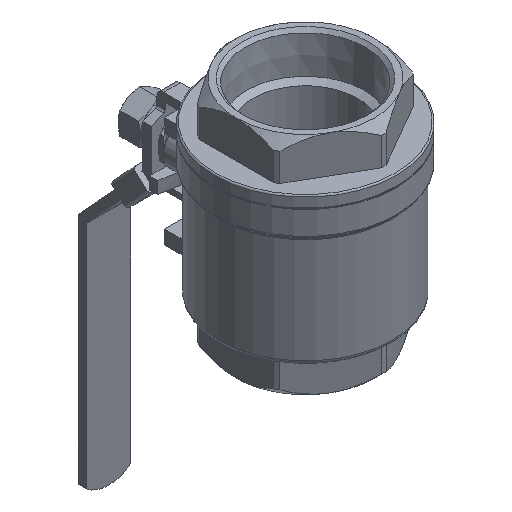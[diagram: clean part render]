
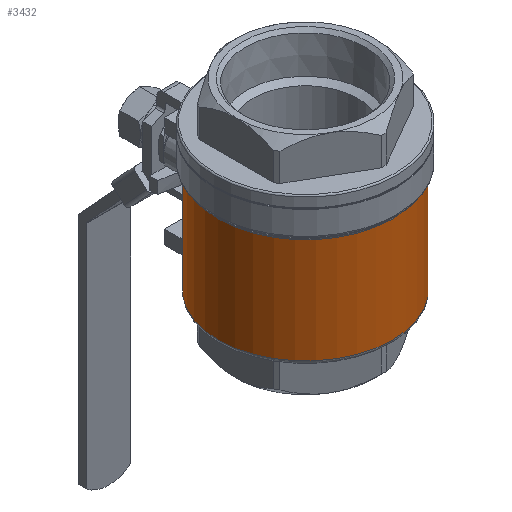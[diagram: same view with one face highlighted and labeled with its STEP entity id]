
A CAD part, isometric view. The second image highlights one B-rep face of the part: STEP entity #3432.
In plain terms, the highlighted cylindrical face has radius 63 mm (diameter 126 mm), a full revolution.
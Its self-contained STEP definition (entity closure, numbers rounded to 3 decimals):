
#144=CIRCLE('',#3723,63.);
#145=CIRCLE('',#3724,63.);
#146=CIRCLE('',#3725,63.);
#147=CIRCLE('',#3726,63.);
#461=LINE('',#5552,#726);
#462=LINE('',#5556,#727);
#726=VECTOR('',#4320,1000.);
#727=VECTOR('',#4323,1000.);
#1163=ORIENTED_EDGE('',*,*,#2090,.F.);
#1164=ORIENTED_EDGE('',*,*,#2091,.T.);
#1165=ORIENTED_EDGE('',*,*,#2092,.T.);
#1166=ORIENTED_EDGE('',*,*,#2093,.T.);
#1167=ORIENTED_EDGE('',*,*,#2094,.T.);
#1168=ORIENTED_EDGE('',*,*,#1892,.F.);
#1169=ORIENTED_EDGE('',*,*,#2095,.T.);
#1892=EDGE_CURVE('',#2380,#2380,#2706,.T.);
#2090=EDGE_CURVE('',#2528,#2528,#144,.T.);
#2091=EDGE_CURVE('',#2529,#2530,#145,.T.);
#2092=EDGE_CURVE('',#2530,#2531,#461,.T.);
#2093=EDGE_CURVE('',#2531,#2532,#146,.T.);
#2094=EDGE_CURVE('',#2532,#2529,#462,.F.);
#2095=EDGE_CURVE('',#2533,#2533,#147,.T.);
#2380=VERTEX_POINT('',#5081);
#2528=VERTEX_POINT('',#5548);
#2529=VERTEX_POINT('',#5550);
#2530=VERTEX_POINT('',#5551);
#2531=VERTEX_POINT('',#5553);
#2532=VERTEX_POINT('',#5555);
#2533=VERTEX_POINT('',#5558);
#2706=B_SPLINE_CURVE_WITH_KNOTS('',3,(#5049,#5050,#5051,#5052,#5053,#5054,
#5055,#5056,#5057,#5058,#5059,#5060,#5061,#5062,#5063,#5064,#5065,#5066,
#5067,#5068,#5069,#5070,#5071,#5072,#5073,#5074,#5075,#5076,#5077,#5078,
#5079,#5080),.UNSPECIFIED.,.T.,.F.,(1,1,1,1,1,1,1,1,1,1,1,1,1,1,1,1,1,1,
1,1,1,1,1,1,1,1,1,1,1,1,1,1,1,1,1,1),(-0.011,-0.007,
-0.004,0.,0.004,0.007,0.011,
0.015,0.022,0.026,0.03,
0.034,0.037,0.041,0.045,
0.049,0.052,0.056,0.06,
0.067,0.071,0.075,0.078,
0.082,0.086,0.09,0.093,
0.097,0.105,0.108,0.112,
0.116,0.119,0.123,0.127,
0.131),.UNSPECIFIED.);
#2866=EDGE_LOOP('',(#1163));
#2867=EDGE_LOOP('',(#1164,#1165,#1166,#1167));
#2868=EDGE_LOOP('',(#1168));
#2869=EDGE_LOOP('',(#1169));
#3135=FACE_BOUND('',#2866,.T.);
#3136=FACE_BOUND('',#2867,.T.);
#3137=FACE_BOUND('',#2868,.T.);
#3138=FACE_BOUND('',#2869,.T.);
#3352=CYLINDRICAL_SURFACE('',#3722,63.);
#3432=ADVANCED_FACE('',(#3135,#3136,#3137,#3138),#3352,.T.);
#3722=AXIS2_PLACEMENT_3D('',#5546,#4314,#4315);
#3723=AXIS2_PLACEMENT_3D('',#5547,#4316,#4317);
#3724=AXIS2_PLACEMENT_3D('',#5549,#4318,#4319);
#3725=AXIS2_PLACEMENT_3D('',#5554,#4321,#4322);
#3726=AXIS2_PLACEMENT_3D('',#5557,#4324,#4325);
#4314=DIRECTION('',(0.,0.,-1.));
#4315=DIRECTION('',(-1.,0.,0.));
#4316=DIRECTION('',(0.,0.,-1.));
#4317=DIRECTION('',(0.,1.,0.));
#4318=DIRECTION('',(0.,0.,1.));
#4319=DIRECTION('',(1.,0.,0.));
#4320=DIRECTION('',(0.,0.,-1.));
#4321=DIRECTION('',(0.,0.,-1.));
#4322=DIRECTION('',(-1.,0.,0.));
#4323=DIRECTION('',(0.,0.,-1.));
#4324=DIRECTION('',(0.,0.,-1.));
#4325=DIRECTION('',(-1.,0.,0.));
#5049=CARTESIAN_POINT('',(3.75,62.925,-18.754));
#5050=CARTESIAN_POINT('',(-0.001,63.037,-19.123));
#5051=CARTESIAN_POINT('',(-3.744,62.925,-18.754));
#5052=CARTESIAN_POINT('',(-7.359,62.601,-17.65));
#5053=CARTESIAN_POINT('',(-10.632,62.123,-15.893));
#5054=CARTESIAN_POINT('',(-14.493,61.359,-12.721));
#5055=CARTESIAN_POINT('',(-17.285,60.594,-8.557));
#5056=CARTESIAN_POINT('',(-18.753,60.146,-3.744));
#5057=CARTESIAN_POINT('',(-19.124,60.027,-0.022));
#5058=CARTESIAN_POINT('',(-18.752,60.146,3.757));
#5059=CARTESIAN_POINT('',(-17.659,60.48,7.333));
#5060=CARTESIAN_POINT('',(-15.892,60.975,10.636));
#5061=CARTESIAN_POINT('',(-13.515,61.553,13.525));
#5062=CARTESIAN_POINT('',(-10.658,62.119,15.876));
#5063=CARTESIAN_POINT('',(-7.337,62.604,17.659));
#5064=CARTESIAN_POINT('',(-3.775,62.923,18.746));
#5065=CARTESIAN_POINT('',(1.254,63.077,19.251));
#5066=CARTESIAN_POINT('',(6.227,62.767,18.255));
#5067=CARTESIAN_POINT('',(10.648,62.12,15.882));
#5068=CARTESIAN_POINT('',(13.51,61.554,13.53));
#5069=CARTESIAN_POINT('',(15.888,60.976,10.641));
#5070=CARTESIAN_POINT('',(17.652,60.482,7.349));
#5071=CARTESIAN_POINT('',(18.749,60.147,3.771));
#5072=CARTESIAN_POINT('',(19.124,60.027,-0.003));
#5073=CARTESIAN_POINT('',(18.757,60.145,-3.728));
#5074=CARTESIAN_POINT('',(17.289,60.593,-8.551));
#5075=CARTESIAN_POINT('',(14.496,61.358,-12.718));
#5076=CARTESIAN_POINT('',(10.634,62.122,-15.891));
#5077=CARTESIAN_POINT('',(7.368,62.6,-17.646));
#5078=CARTESIAN_POINT('',(3.75,62.925,-18.754));
#5079=CARTESIAN_POINT('',(-0.001,63.037,-19.123));
#5080=CARTESIAN_POINT('',(-3.744,62.925,-18.754));
#5081=CARTESIAN_POINT('',(0.,63.,-19.));
#5546=CARTESIAN_POINT('',(0.,0.,-54.2));
#5547=CARTESIAN_POINT('',(0.,0.,-51.2));
#5548=CARTESIAN_POINT('',(0.,63.,-51.2));
#5549=CARTESIAN_POINT('',(0.,0.,-30.));
#5550=CARTESIAN_POINT('',(34.,53.038,-30.));
#5551=CARTESIAN_POINT('',(-34.,53.038,-30.));
#5552=CARTESIAN_POINT('',(-34.,53.038,-54.2));
#5553=CARTESIAN_POINT('',(-34.,53.038,-40.));
#5554=CARTESIAN_POINT('',(0.,0.,-40.));
#5555=CARTESIAN_POINT('',(34.,53.038,-40.));
#5556=CARTESIAN_POINT('',(34.,53.038,-54.2));
#5557=CARTESIAN_POINT('',(0.,0.,24.779));
#5558=CARTESIAN_POINT('',(-63.,0.,24.779));
